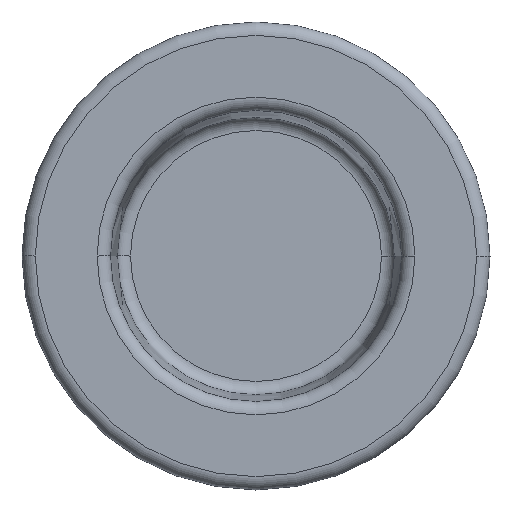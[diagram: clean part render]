
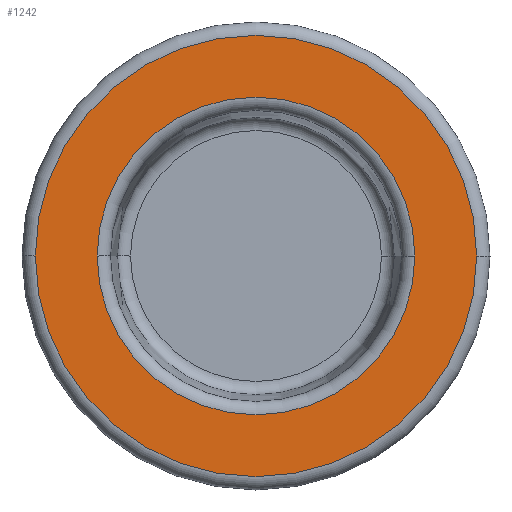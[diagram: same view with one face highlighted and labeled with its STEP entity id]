
A CAD part, front view. The second image highlights one B-rep face of the part: STEP entity #1242.
In plain terms, the highlighted planar face has unit normal (0, -1, 0).
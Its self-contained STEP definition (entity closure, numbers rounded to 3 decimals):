
#724=EDGE_CURVE('',#1482,#878,#1839,.T.);
#728=EDGE_CURVE('',#786,#1508,#1844,.T.);
#786=VERTEX_POINT('',#1912);
#870=EDGE_CURVE('',#878,#1482,#2006,.T.);
#878=VERTEX_POINT('',#2014);
#1242=ADVANCED_FACE('',(#2424,#2425),#2426,.T.);
#1482=VERTEX_POINT('',#2695);
#1508=VERTEX_POINT('',#2724);
#1590=EDGE_CURVE('',#1508,#786,#2814,.T.);
#1839=CIRCLE('',#3106,10.725);
#1844=CIRCLE('',#3112,14.9);
#1912=CARTESIAN_POINT('',(14.9,-25.9,0.));
#2006=CIRCLE('',#3317,10.725);
#2014=CARTESIAN_POINT('',(10.725,-25.9,0.));
#2424=FACE_BOUND('',#3855,.T.);
#2425=FACE_OUTER_BOUND('',#3856,.T.);
#2426=PLANE('',#3857);
#2695=CARTESIAN_POINT('',(-10.725,-25.9,0.0));
#2724=CARTESIAN_POINT('',(-14.9,-25.9,0.0));
#2814=CIRCLE('',#4346,14.9);
#3106=AXIS2_PLACEMENT_3D('',#4667,#4668,#4669);
#3112=AXIS2_PLACEMENT_3D('',#4678,#4679,#4680);
#3317=AXIS2_PLACEMENT_3D('',#4924,#4925,#4926);
#3855=EDGE_LOOP('',(#5543,#5544));
#3856=EDGE_LOOP('',(#5545,#5546));
#3857=AXIS2_PLACEMENT_3D('',#5547,#5548,#5549);
#4346=AXIS2_PLACEMENT_3D('',#6086,#6087,#6088);
#4667=CARTESIAN_POINT('',(0.0,-25.9,0.0));
#4668=DIRECTION('',(0.0,-1.0,0.0));
#4669=DIRECTION('',(-1.0,0.0,0.0));
#4678=CARTESIAN_POINT('',(0.0,-25.9,0.0));
#4679=DIRECTION('',(0.0,-1.0,0.0));
#4680=DIRECTION('',(-1.0,0.0,0.0));
#4924=CARTESIAN_POINT('',(0.0,-25.9,0.0));
#4925=DIRECTION('',(0.0,-1.0,0.0));
#4926=DIRECTION('',(-1.0,0.0,0.0));
#5543=ORIENTED_EDGE('',*,*,#724,.F.);
#5544=ORIENTED_EDGE('',*,*,#870,.F.);
#5545=ORIENTED_EDGE('',*,*,#1590,.T.);
#5546=ORIENTED_EDGE('',*,*,#728,.T.);
#5547=CARTESIAN_POINT('',(-12.813,-25.9,0.0));
#5548=DIRECTION('',(0.,-1.0,0.0));
#5549=DIRECTION('',(-1.0,0.,0.0));
#6086=CARTESIAN_POINT('',(0.0,-25.9,0.0));
#6087=DIRECTION('',(0.0,-1.0,0.0));
#6088=DIRECTION('',(-1.0,0.0,0.0));
